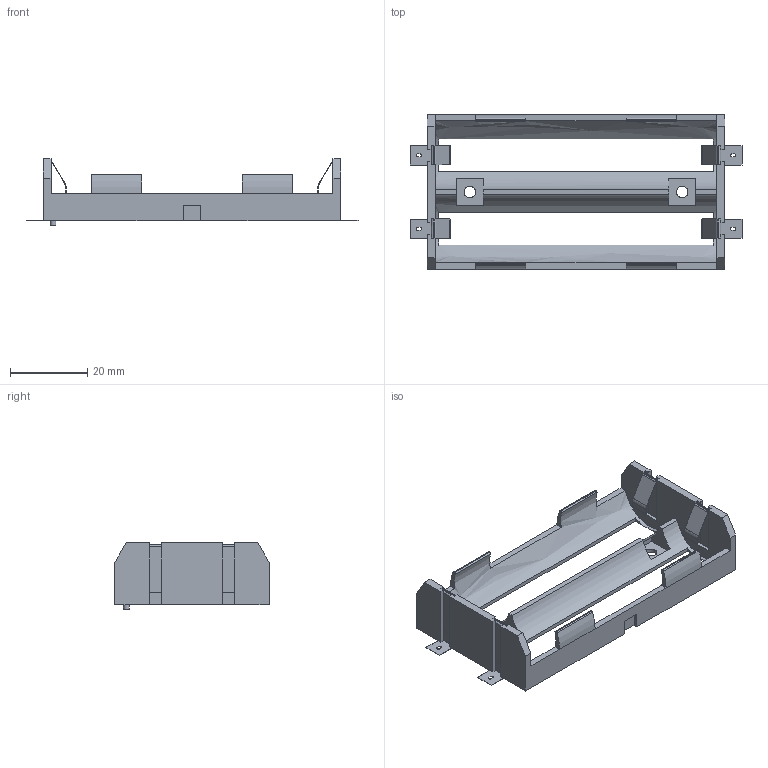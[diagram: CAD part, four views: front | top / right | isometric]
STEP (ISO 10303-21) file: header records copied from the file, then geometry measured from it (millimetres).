
FILE_DESCRIPTION(/* description */ (''),/* implementation_level */ '2;1');
FILE_NAME(/* name */ 'batt_cell_2s',/* time_stamp */ '2019-06-07T18:20:49+02:00',/* author */ (''),/* organization */ (''),/* preprocessor_version */ 'ST-DEVELOPER v15',/* originating_system */ '',/* authorisation */ '');
FILE_SCHEMA (('AUTOMOTIVE_DESIGN'));
Length unit declared in the file: millimetre
Products named in the file (1): Document
Bounding box: 86 x 40 x 17.2 mm (x, y, z)
Volume: 8520.1 mm3; surface area: 10203.8 mm2
Topology: 5 solids, 5 shells, 247 faces, 700 edges, 462 vertices
Faces by surface type: plane 189, bspline 58
Entity records: 7891 total; most frequent: CARTESIAN_POINT 3355, ORIENTED_EDGE 1400, EDGE_CURVE 700, B_SPLINE_CURVE_WITH_KNOTS 558, VERTEX_POINT 462, EDGE_LOOP 262, ADVANCED_FACE 247, FACE_OUTER_BOUND 247
